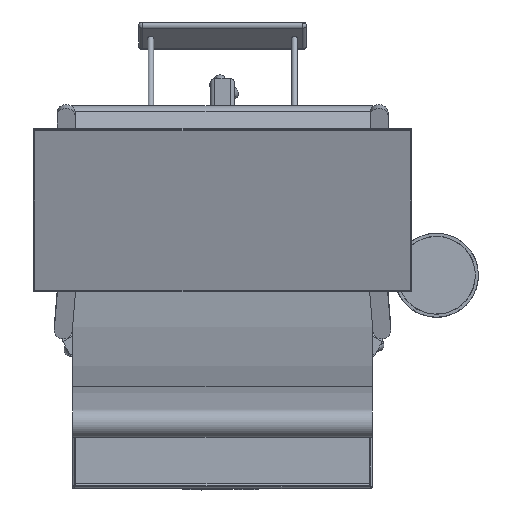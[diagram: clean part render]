
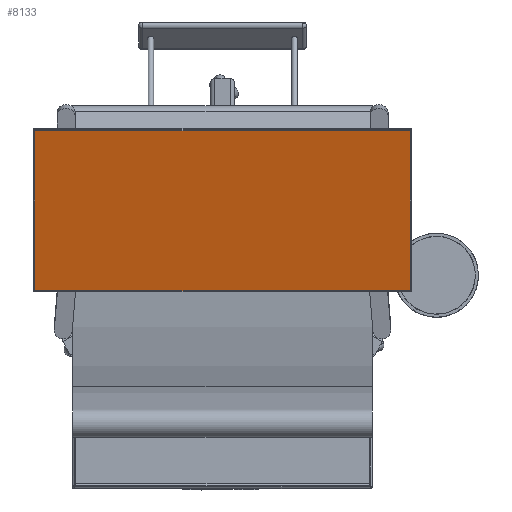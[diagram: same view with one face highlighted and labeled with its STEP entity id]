
A CAD part, top view. The second image highlights one B-rep face of the part: STEP entity #8133.
In plain terms, the highlighted planar face has unit normal (0, -0.259, 0.966).
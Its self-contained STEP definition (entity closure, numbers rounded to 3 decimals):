
#683=PLANE('',#8669);
#894=FACE_OUTER_BOUND('',#1377,.T.);
#1377=EDGE_LOOP('',(#5548,#5549,#5550,#5551));
#1907=LINE('',#11164,#2579);
#1910=LINE('',#11182,#2582);
#1912=LINE('',#11188,#2584);
#1913=LINE('',#11189,#2585);
#2579=VECTOR('',#9279,10.);
#2582=VECTOR('',#9306,10.);
#2584=VECTOR('',#9312,10.);
#2585=VECTOR('',#9313,10.);
#3481=VERTEX_POINT('',#11158);
#3483=VERTEX_POINT('',#11162);
#3486=VERTEX_POINT('',#11181);
#3488=VERTEX_POINT('',#11187);
#4281=EDGE_CURVE('',#3483,#3481,#1907,.T.);
#4290=EDGE_CURVE('',#3481,#3486,#1910,.T.);
#4293=EDGE_CURVE('',#3488,#3483,#1912,.T.);
#4294=EDGE_CURVE('',#3486,#3488,#1913,.T.);
#5548=ORIENTED_EDGE('',*,*,#4281,.F.);
#5549=ORIENTED_EDGE('',*,*,#4293,.F.);
#5550=ORIENTED_EDGE('',*,*,#4294,.F.);
#5551=ORIENTED_EDGE('',*,*,#4290,.F.);
#8133=ADVANCED_FACE('',(#894),#683,.T.);
#8669=AXIS2_PLACEMENT_3D('',#11186,#9310,#9311);
#9279=DIRECTION('',(0.,0.966,0.259));
#9306=DIRECTION('',(1.,0.,0.));
#9310=DIRECTION('center_axis',(0.,-0.259,0.966));
#9311=DIRECTION('ref_axis',(1.,0.,0.));
#9312=DIRECTION('',(-1.,0.,0.));
#9313=DIRECTION('',(0.,-0.966,-0.259));
#11158=CARTESIAN_POINT('',(-312.998,441.773,369.321));
#11162=CARTESIAN_POINT('',(-312.998,175.178,297.887));
#11164=CARTESIAN_POINT('',(-312.998,376.09,351.722));
#11181=CARTESIAN_POINT('',(312.998,441.773,369.321));
#11182=CARTESIAN_POINT('',(157.499,441.773,369.321));
#11186=CARTESIAN_POINT('Origin',(0.,308.475,
333.604));
#11187=CARTESIAN_POINT('',(312.998,175.178,297.887));
#11188=CARTESIAN_POINT('',(-157.499,175.178,297.887));
#11189=CARTESIAN_POINT('',(312.998,240.861,315.487));
